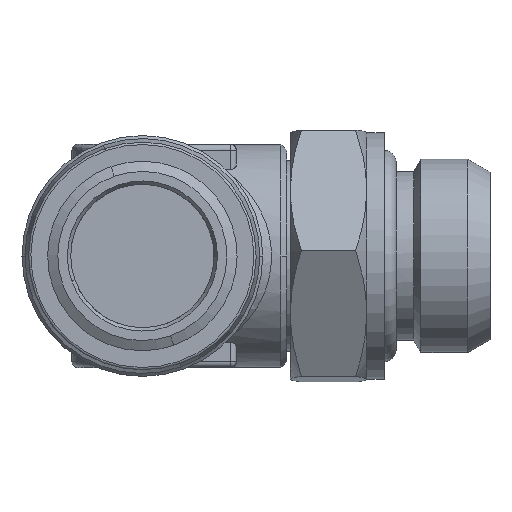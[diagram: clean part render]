
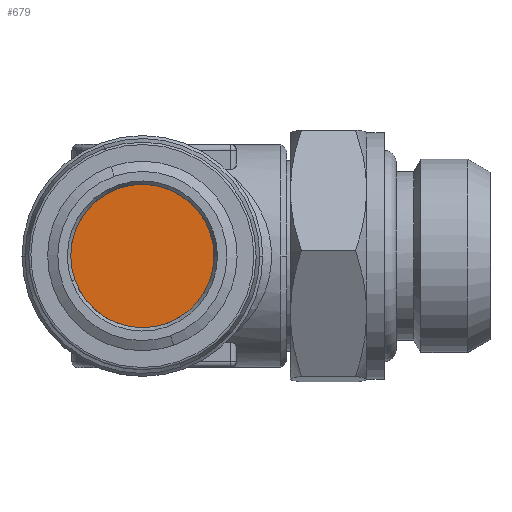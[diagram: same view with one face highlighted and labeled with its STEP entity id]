
A CAD part, left-side view. The second image highlights one B-rep face of the part: STEP entity #679.
In plain terms, the highlighted planar face has unit normal (-1, 0, 0).
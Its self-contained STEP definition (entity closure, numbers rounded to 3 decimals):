
#45 = EDGE_LOOP ( 'NONE', ( #992, #993, #994, #995, #996 ) ) ;
#57 = EDGE_LOOP ( 'NONE', ( #990, #991 ) ) ;
#59 = EDGE_LOOP ( 'NONE', ( #985, #986, #987, #988, #989 ) ) ;
#204 = VERTEX_POINT ( 'NONE', #344 ) ;
#217 = VERTEX_POINT ( 'NONE', #357 ) ;
#218 = VERTEX_POINT ( 'NONE', #358 ) ;
#219 = VERTEX_POINT ( 'NONE', #359 ) ;
#222 = VERTEX_POINT ( 'NONE', #362 ) ;
#235 = VERTEX_POINT ( 'NONE', #375 ) ;
#300 = VERTEX_POINT ( 'NONE', #407 ) ;
#344 = CARTESIAN_POINT ( 'NONE',  ( -25., 28.735, 6.848 ) ) ;
#357 = CARTESIAN_POINT ( 'NONE',  ( -25., 20.045, 2.021 ) ) ;
#358 = CARTESIAN_POINT ( 'NONE',  ( -25., 23.314, -5.57 ) ) ;
#359 = CARTESIAN_POINT ( 'NONE',  ( -25., 31.555, -2.021 ) ) ;
#362 = CARTESIAN_POINT ( 'NONE',  ( -25., 24.257, -5.902 ) ) ;
#375 = CARTESIAN_POINT ( 'NONE',  ( -25., 23.809, -7.179 ) ) ;
#407 = CARTESIAN_POINT ( 'NONE',  ( -25., 28.286, 5.57 ) ) ;
#529 = EDGE_CURVE ( 'NONE', #218, #217, #2083, .T. ) ;
#533 = EDGE_CURVE ( 'NONE', #219, #222, #2091, .T. ) ;
#549 = EDGE_CURVE ( 'NONE', #204, #235, #2115, .T. ) ;
#619 = EDGE_CURVE ( 'NONE', #8550, #8551, #2987, .T. ) ;
#679 = ADVANCED_FACE ( 'NONE', ( #4401, #4405, #4402 ), #3917, .T. ) ;
#746 = VERTEX_POINT ( 'NONE', #5457 ) ;
#748 = VERTEX_POINT ( 'NONE', #5470 ) ;
#985 = ORIENTED_EDGE ( 'NONE', *, *, #1396, .T. ) ;
#986 = ORIENTED_EDGE ( 'NONE', *, *, #533, .T. ) ;
#987 = ORIENTED_EDGE ( 'NONE', *, *, #1397, .T. ) ;
#988 = ORIENTED_EDGE ( 'NONE', *, *, #549, .F. ) ;
#989 = ORIENTED_EDGE ( 'NONE', *, *, #1398, .T. ) ;
#990 = ORIENTED_EDGE ( 'NONE', *, *, #619, .T. ) ;
#991 = ORIENTED_EDGE ( 'NONE', *, *, #1399, .T. ) ;
#992 = ORIENTED_EDGE ( 'NONE', *, *, #1400, .F. ) ;
#993 = ORIENTED_EDGE ( 'NONE', *, *, #1401, .T. ) ;
#994 = ORIENTED_EDGE ( 'NONE', *, *, #529, .T. ) ;
#995 = ORIENTED_EDGE ( 'NONE', *, *, #1402, .T. ) ;
#996 = ORIENTED_EDGE ( 'NONE', *, *, #1403, .T. ) ;
#1396 = EDGE_CURVE ( 'NONE', #300, #219, #6388, .T. ) ;
#1397 = EDGE_CURVE ( 'NONE', #222, #235, #6389, .T. ) ;
#1398 = EDGE_CURVE ( 'NONE', #204, #300, #6390, .T. ) ;
#1399 = EDGE_CURVE ( 'NONE', #8551, #8550, #6392, .T. ) ;
#1400 = EDGE_CURVE ( 'NONE', #748, #746, #6394, .T. ) ;
#1401 = EDGE_CURVE ( 'NONE', #748, #218, #6395, .T. ) ;
#1402 = EDGE_CURVE ( 'NONE', #217, #8568, #6396, .T. ) ;
#1403 = EDGE_CURVE ( 'NONE', #8568, #746, #6398, .T. ) ;
#2083 = CIRCLE ( 'NONE', #2295, 6.1 ) ;
#2091 = CIRCLE ( 'NONE', #2297, 6.1 ) ;
#2115 = CIRCLE ( 'NONE', #2304, 7.45 ) ;
#2295 = AXIS2_PLACEMENT_3D ( 'NONE', #2586, #2587, #2588 ) ;
#2297 = AXIS2_PLACEMENT_3D ( 'NONE', #2594, #2595, #2596 ) ;
#2304 = AXIS2_PLACEMENT_3D ( 'NONE', #2633, #2634, #2635 ) ;
#2345 = AXIS2_PLACEMENT_3D ( 'NONE', #2814, #2815, #2816 ) ;
#2586 = CARTESIAN_POINT ( 'NONE',  ( -25., 25.8, 0. ) ) ;
#2587 = DIRECTION ( 'NONE',  ( -1., 0., 0. ) ) ;
#2588 = DIRECTION ( 'NONE',  ( 0., -1., 0. ) ) ;
#2594 = CARTESIAN_POINT ( 'NONE',  ( -25., 25.8, 0. ) ) ;
#2595 = DIRECTION ( 'NONE',  ( -1., 0., 0. ) ) ;
#2596 = DIRECTION ( 'NONE',  ( 0., -1., 0. ) ) ;
#2633 = CARTESIAN_POINT ( 'NONE',  ( -25., 25.8, 0. ) ) ;
#2634 = DIRECTION ( 'NONE',  ( -1., 0., 0. ) ) ;
#2635 = DIRECTION ( 'NONE',  ( 0., -1., 0. ) ) ;
#2814 = CARTESIAN_POINT ( 'NONE',  ( -25., 25.8, 0. ) ) ;
#2815 = DIRECTION ( 'NONE',  ( -1., 0., 0. ) ) ;
#2816 = DIRECTION ( 'NONE',  ( 0., -1., 0. ) ) ;
#2987 = CIRCLE ( 'NONE', #2345, 7.55 ) ;
#3576 = AXIS2_PLACEMENT_3D ( 'NONE', #3923, #3924, #3925 ) ;
#3917 = PLANE ( 'NONE',  #3576 ) ;
#3923 = CARTESIAN_POINT ( 'NONE',  ( -25., 25.8, 0. ) ) ;
#3924 = DIRECTION ( 'NONE',  ( -1., 0., 0. ) ) ;
#3925 = DIRECTION ( 'NONE',  ( 0., -1., 0. ) ) ;
#4401 = FACE_BOUND ( 'NONE', #59, .T. ) ;
#4402 = FACE_BOUND ( 'NONE', #45, .T. ) ;
#4405 = FACE_OUTER_BOUND ( 'NONE', #57, .T. ) ;
#5457 = CARTESIAN_POINT ( 'NONE',  ( -25., 27.791, 7.179 ) ) ;
#5470 = CARTESIAN_POINT ( 'NONE',  ( -25., 22.865, -6.848 ) ) ;
#5774 = CARTESIAN_POINT ( 'NONE',  ( -25., 26.272, -0.166 ) ) ;
#5775 = DIRECTION ( 'NONE',  ( 0., -0.331, -0.944 ) ) ;
#5779 = CARTESIAN_POINT ( 'NONE',  ( -25., 25.8, 0. ) ) ;
#5780 = DIRECTION ( 'NONE',  ( -1., 0., 0. ) ) ;
#5781 = DIRECTION ( 'NONE',  ( 0., -1., 0. ) ) ;
#5782 = CARTESIAN_POINT ( 'NONE',  ( -25., 26.272, -0.166 ) ) ;
#5783 = DIRECTION ( 'NONE',  ( 0., -0.331, -0.944 ) ) ;
#5784 = CARTESIAN_POINT ( 'NONE',  ( -25., 25.328, 0.166 ) ) ;
#5785 = DIRECTION ( 'NONE',  ( 0., 0.331, 0.944 ) ) ;
#5786 = CARTESIAN_POINT ( 'NONE',  ( -25., 25.8, 0. ) ) ;
#5787 = DIRECTION ( 'NONE',  ( -1., 0., 0. ) ) ;
#5788 = DIRECTION ( 'NONE',  ( 0., -1., 0. ) ) ;
#5789 = CARTESIAN_POINT ( 'NONE',  ( -25., 25.328, 0.166 ) ) ;
#5790 = DIRECTION ( 'NONE',  ( 0., 0.331, 0.944 ) ) ;
#5791 = CARTESIAN_POINT ( 'NONE',  ( -25., 25.8, 0. ) ) ;
#5792 = DIRECTION ( 'NONE',  ( -1., 0., 0. ) ) ;
#5793 = DIRECTION ( 'NONE',  ( 0., -1., 0. ) ) ;
#5794 = CARTESIAN_POINT ( 'NONE',  ( -25., 25.8, 0. ) ) ;
#5795 = DIRECTION ( 'NONE',  ( -1., 0., 0. ) ) ;
#5796 = DIRECTION ( 'NONE',  ( 0., -1., 0. ) ) ;
#6123 = AXIS2_PLACEMENT_3D ( 'NONE', #5779, #5780, #5781 ) ;
#6124 = AXIS2_PLACEMENT_3D ( 'NONE', #5786, #5787, #5788 ) ;
#6125 = AXIS2_PLACEMENT_3D ( 'NONE', #5791, #5792, #5793 ) ;
#6126 = AXIS2_PLACEMENT_3D ( 'NONE', #5794, #5795, #5796 ) ;
#6388 = CIRCLE ( 'NONE', #6123, 6.1 ) ;
#6389 = LINE ( 'NONE', #5774, #6391 ) ;
#6390 = LINE ( 'NONE', #5782, #6393 ) ;
#6391 = VECTOR ( 'NONE', #5775, 1000. ) ;
#6392 = CIRCLE ( 'NONE', #6124, 7.55 ) ;
#6393 = VECTOR ( 'NONE', #5783, 1000. ) ;
#6394 = CIRCLE ( 'NONE', #6125, 7.45 ) ;
#6395 = LINE ( 'NONE', #5784, #6397 ) ;
#6396 = CIRCLE ( 'NONE', #6126, 6.1 ) ;
#6397 = VECTOR ( 'NONE', #5785, 1000. ) ;
#6398 = LINE ( 'NONE', #5789, #6400 ) ;
#6400 = VECTOR ( 'NONE', #5790, 1000. ) ;
#8440 = CARTESIAN_POINT ( 'NONE',  ( -25., 25.8, -7.55 ) ) ;
#8441 = CARTESIAN_POINT ( 'NONE',  ( -25., 25.8, 7.55 ) ) ;
#8458 = CARTESIAN_POINT ( 'NONE',  ( -25., 27.343, 5.902 ) ) ;
#8550 = VERTEX_POINT ( 'NONE', #8440 ) ;
#8551 = VERTEX_POINT ( 'NONE', #8441 ) ;
#8568 = VERTEX_POINT ( 'NONE', #8458 ) ;
